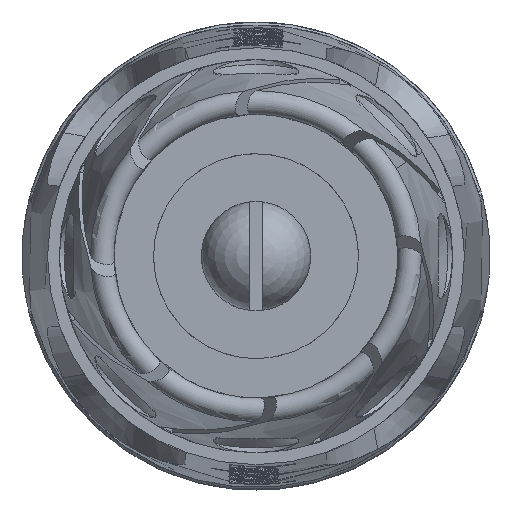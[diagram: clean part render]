
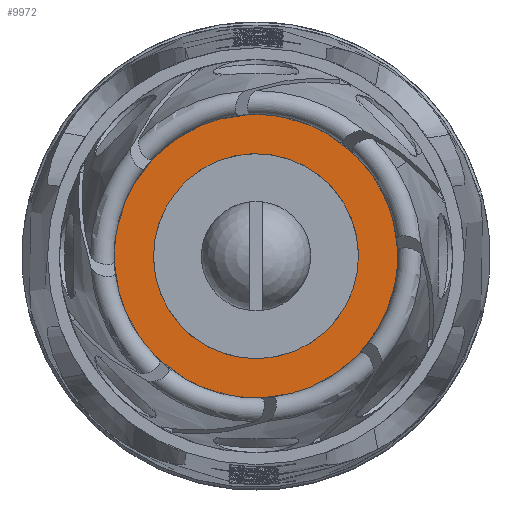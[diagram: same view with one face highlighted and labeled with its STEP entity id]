
A CAD part, front view. The second image highlights one B-rep face of the part: STEP entity #9972.
In plain terms, the highlighted face is planar.
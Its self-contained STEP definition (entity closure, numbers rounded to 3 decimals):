
#1596=PLANE('',#10972);
#2213=FACE_BOUND('',#3548,.T.);
#2828=FACE_OUTER_BOUND('',#3547,.T.);
#3547=EDGE_LOOP('',(#9317));
#3548=EDGE_LOOP('',(#9318));
#3912=CIRCLE('',#10766,3.);
#3935=CIRCLE('',#10807,4.6);
#4792=VERTEX_POINT('',#21834);
#4822=VERTEX_POINT('',#21945);
#6196=EDGE_CURVE('',#4792,#4792,#3912,.T.);
#6227=EDGE_CURVE('',#4822,#4822,#3935,.T.);
#9317=ORIENTED_EDGE('',*,*,#6227,.F.);
#9318=ORIENTED_EDGE('',*,*,#6196,.T.);
#9972=ADVANCED_FACE('',(#2828,#2213),#1596,.T.);
#10766=AXIS2_PLACEMENT_3D('',#21835,#12970,#12971);
#10807=AXIS2_PLACEMENT_3D('',#21946,#13052,#13053);
#10972=AXIS2_PLACEMENT_3D('',#22841,#13414,#13415);
#12970=DIRECTION('center_axis',(0.,0.,-1.));
#12971=DIRECTION('ref_axis',(0.848,0.53,0.));
#13052=DIRECTION('center_axis',(0.,0.,-1.));
#13053=DIRECTION('ref_axis',(0.848,0.53,0.));
#13414=DIRECTION('center_axis',(0.,0.,1.));
#13415=DIRECTION('ref_axis',(1.,0.,0.));
#21834=CARTESIAN_POINT('',(-2.544,-1.59,6.6));
#21835=CARTESIAN_POINT('Origin',(0.,0.,6.6));
#21945=CARTESIAN_POINT('',(-3.901,-2.438,6.6));
#21946=CARTESIAN_POINT('Origin',(0.,0.,6.6));
#22841=CARTESIAN_POINT('Origin',(3.223,2.014,6.6));
